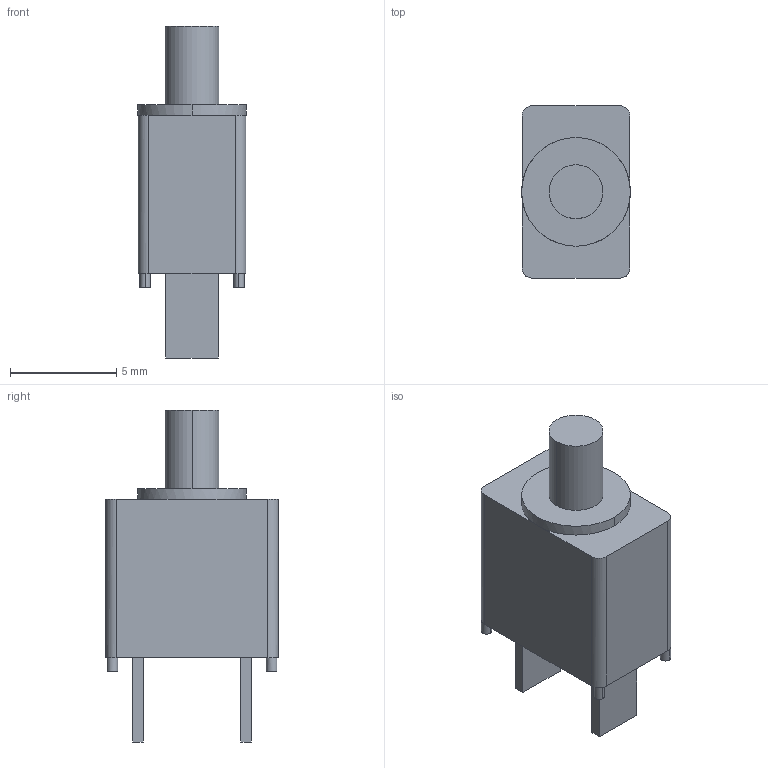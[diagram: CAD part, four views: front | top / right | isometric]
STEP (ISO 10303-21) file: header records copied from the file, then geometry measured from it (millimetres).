
FILE_DESCRIPTION((''),'2;1');
FILE_NAME('C-2267072-4','2014-06-18T',('workeradm'),('Tyco Electronics Ltd.'),'PRO/ENGINEER BY PARAMETRIC TECHNOLOGY CORPORATION, 2013050','PRO/ENGINEER BY PARAMETRIC TECHNOLOGY CORPORATION, 2013050','');
FILE_SCHEMA(('AUTOMOTIVE_DESIGN { 1 0 10303 214 1 1 1 1 }'));
Length unit declared in the file: millimetre
Products named in the file (1): C-2267072-4
Bounding box: 5.12 x 8.13 x 15.64 mm (x, y, z)
Volume: 346.4 mm3; surface area: 362.2 mm2
Topology: 1 solids, 1 shells, 45 faces, 108 edges, 68 vertices
Faces by surface type: plane 29, cylinder 16
Entity records: 1494 total; most frequent: DIRECTION 250, CARTESIAN_POINT 223, ORIENTED_EDGE 216, COLOUR_RGB 126, EDGE_CURVE 108, AXIS2_PLACEMENT_3D 97, VERTEX_POINT 68, VECTOR 56
